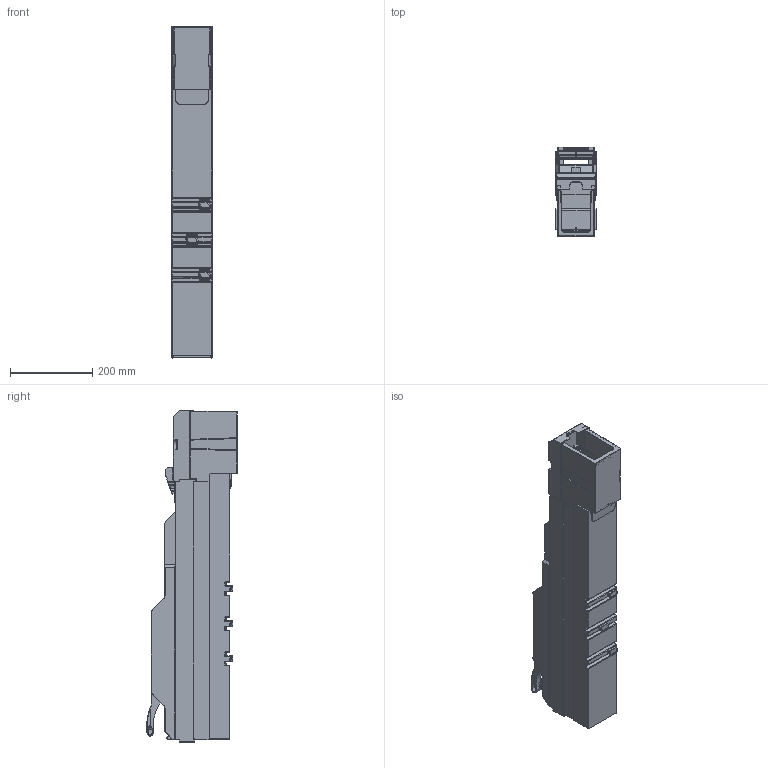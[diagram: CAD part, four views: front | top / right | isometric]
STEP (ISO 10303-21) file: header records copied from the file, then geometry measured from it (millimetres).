
FILE_DESCRIPTION(/* description */ (''),/* implementation_level */ '2;1');
FILE_NAME(/* name */ 'sldl_2.stp',/* time_stamp */ '2017-03-03T20:46:36+01:00',/* author */ (''),/* organization */ (''),/* preprocessor_version */ 'ST-DEVELOPER v16',/* originating_system */ 'SIEMENS PLM Software NX 11.0',/* authorisation */ '');
FILE_SCHEMA (('AP203_CONFIGURATION_CONTROLLED_3D_DESIGN_OF_MECHANICAL_PARTS_AND_ASSEMBLIES_MIM_LF { 1 0 10303 403 2 1 2}'));
Products named in the file (1): admi065C11A9977t
Bounding box: 99 x 219.18 x 805.39 mm (x, y, z)
Volume: 9704529 mm3; surface area: 849001.5 mm2
Topology: 1 solids, 12 shells, 4909 faces, 13000 edges, 7887 vertices
Faces by surface type: cylinder 2049, plane 1377, bspline 932, sphere 230, cone 141, torus 92, extrusion 88
Full cylindrical faces by diameter (mm): 14.4 x2
Entity records: 209209 total; most frequent: CARTESIAN_POINT 74095, ORIENTED_EDGE 25532, DIRECTION 18196, EDGE_CURVE 12766, VERTEX_POINT 7886, AXIS2_PLACEMENT_3D 6466, VECTOR 5264, LINE 5176
